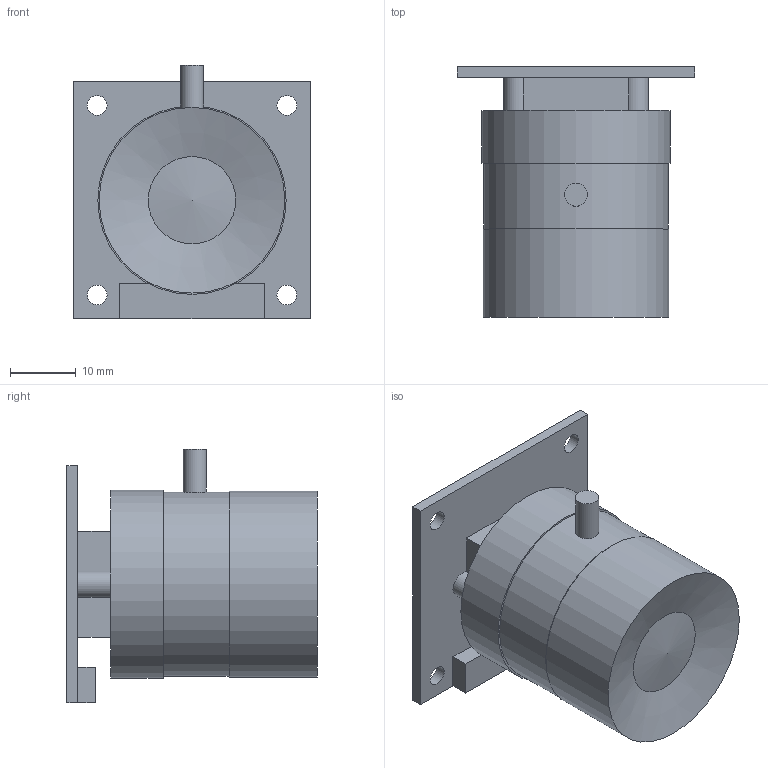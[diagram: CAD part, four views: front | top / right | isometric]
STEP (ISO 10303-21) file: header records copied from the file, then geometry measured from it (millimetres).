
FILE_DESCRIPTION(/* description */ (''),/* implementation_level */ '2;1');
FILE_NAME(/* name */ 'Arducam OV5647 v1.step',/* time_stamp */ '2022-01-20T14:09:50-05:00',/* author */ (''),/* organization */ (''),/* preprocessor_version */ 'ST-DEVELOPER v18.1',/* originating_system */ 'Autodesk Translation Framework v10.13.0.1454',/* authorisation */ '');
FILE_SCHEMA (('AUTOMOTIVE_DESIGN { 1 0 10303 214 3 1 1 }'));
Length unit declared in the file: millimetre
Products named in the file (1): Arducam OV5647
Bounding box: 36 x 38.05 x 38.5 mm (x, y, z)
Volume: 22858.9 mm3; surface area: 11084.6 mm2
Topology: 8 solids, 8 shells, 41 faces, 77 edges, 51 vertices
Faces by surface type: plane 29, cylinder 10, cone 2
Full cylindrical faces by diameter (mm): 3 x4, 3.5 x1, 28 x1, 28.2 x1, 28.6 x1
Entity records: 1097 total; most frequent: DIRECTION 182, CARTESIAN_POINT 169, ORIENTED_EDGE 152, EDGE_CURVE 76, AXIS2_PLACEMENT_3D 64, LINE 54, VECTOR 54, VERTEX_POINT 51
